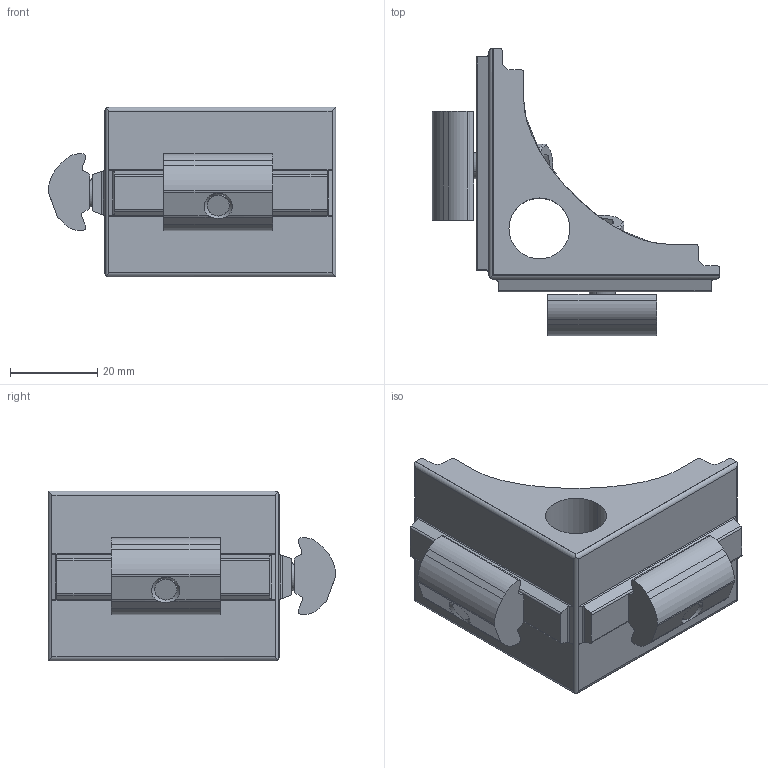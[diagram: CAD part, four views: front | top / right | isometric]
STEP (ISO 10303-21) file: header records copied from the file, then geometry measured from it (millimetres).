
FILE_DESCRIPTION (( 'STEP AP214' ), '1' );
FILE_NAME ('40mm SD Corner Bracket Kit.step', '2020-03-06T23:13:54', ( '' ), ( '' ), 'SwSTEP 2.0', 'SolidWorks 2018', '' );
FILE_SCHEMA (( 'AUTOMOTIVE_DESIGN' ));
Length unit declared in the file: millimetre
Products named in the file (1): 40mm SD Corner Bracket Kit
Bounding box: 66.03 x 66.03 x 39 mm (x, y, z)
Volume: 42017.3 mm3; surface area: 16877.7 mm2
Topology: 5 solids, 5 shells, 192 faces, 491 edges, 312 vertices
Faces by surface type: cylinder 77, plane 74, cone 24, bspline 13, torus 4
Entity records: 6202 total; most frequent: CARTESIAN_POINT 1564, ORIENTED_EDGE 982, DIRECTION 904, EDGE_CURVE 491, AXIS2_PLACEMENT_3D 320, VERTEX_POINT 312, LINE 264, VECTOR 264
